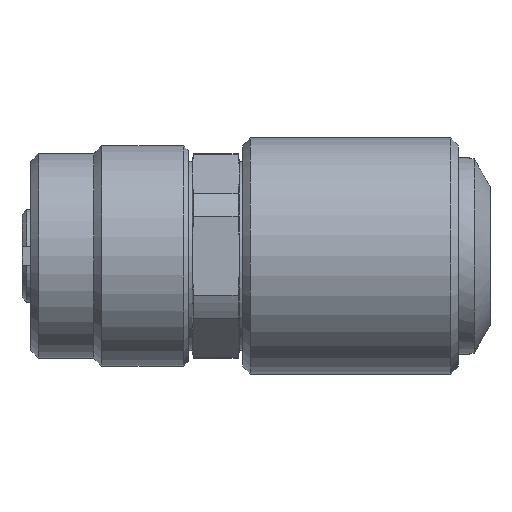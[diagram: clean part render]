
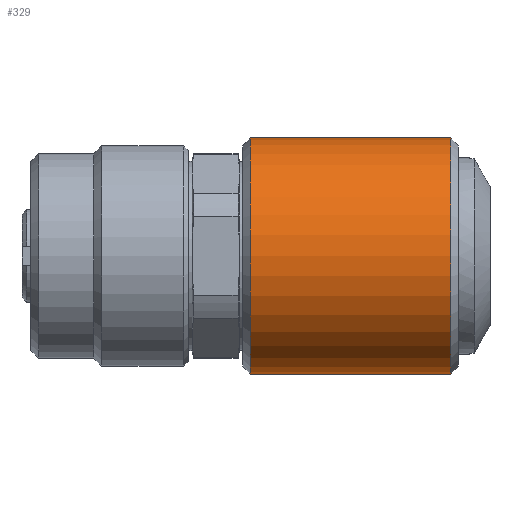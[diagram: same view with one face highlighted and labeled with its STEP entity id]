
A CAD part, top view. The second image highlights one B-rep face of the part: STEP entity #329.
In plain terms, the highlighted cylindrical face has radius 7.5 mm (diameter 15 mm), a full revolution.
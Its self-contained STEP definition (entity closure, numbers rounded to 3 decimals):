
#273=B_SPLINE_CURVE_WITH_KNOTS('',3,(#1986,#1987,#1988,#1989,#1990,#1991,
#1992,#1993,#1994,#1995,#1996,#1997,#1998,#1999,#2000,#2001,#2002,#2003,
#2004,#2005),.UNSPECIFIED.,.T.,.F.,(2,2,2,2,2,2,2,2,2,2,2,2),(-0.125,0.,
0.125,0.188,0.25,0.375,0.5,0.625,0.75,0.875,1.,1.125),.UNSPECIFIED.);
#305=CYLINDRICAL_SURFACE('',#1408,7.5);
#329=ADVANCED_FACE('',(#470,#471,#472),#305,.T.);
#470=FACE_BOUND('',#546,.T.);
#471=FACE_BOUND('',#547,.T.);
#472=FACE_BOUND('',#548,.T.);
#546=EDGE_LOOP('',(#684));
#547=EDGE_LOOP('',(#685));
#548=EDGE_LOOP('',(#686));
#684=ORIENTED_EDGE('',*,*,#1157,.T.);
#685=ORIENTED_EDGE('',*,*,#1158,.T.);
#686=ORIENTED_EDGE('',*,*,#1159,.T.);
#1033=VERTEX_POINT('',#1983);
#1034=VERTEX_POINT('',#1985);
#1035=VERTEX_POINT('',#2006);
#1157=EDGE_CURVE('',#1033,#1033,#1332,.T.);
#1158=EDGE_CURVE('',#1034,#1034,#1333,.T.);
#1159=EDGE_CURVE('',#1035,#1035,#273,.T.);
#1332=CIRCLE('',#1406,7.5);
#1333=CIRCLE('',#1407,7.5);
#1406=AXIS2_PLACEMENT_3D('',#1982,#1584,#1585);
#1407=AXIS2_PLACEMENT_3D('',#1984,#1586,#1587);
#1408=AXIS2_PLACEMENT_3D('',#2007,#1588,#1589);
#1584=DIRECTION('',(-1.,0.,0.));
#1585=DIRECTION('',(0.,0.,-1.));
#1586=DIRECTION('',(1.,0.,0.));
#1587=DIRECTION('',(0.,0.,-1.));
#1588=DIRECTION('',(1.,0.,0.));
#1589=DIRECTION('',(0.,0.,-1.));
#1982=CARTESIAN_POINT('',(19.5,0.,0.));
#1983=CARTESIAN_POINT('',(19.5,0.,-7.5));
#1984=CARTESIAN_POINT('',(6.8,0.,0.));
#1985=CARTESIAN_POINT('',(6.8,0.,-7.5));
#1986=CARTESIAN_POINT('',(7.65,1.521,-7.5));
#1987=CARTESIAN_POINT('',(7.65,-1.521,-7.5));
#1988=CARTESIAN_POINT('',(8.297,-2.934,-6.996));
#1989=CARTESIAN_POINT('',(9.77,-4.394,-6.105));
#1990=CARTESIAN_POINT('',(10.343,-4.783,-5.789));
#1991=CARTESIAN_POINT('',(11.647,-5.338,-5.282));
#1992=CARTESIAN_POINT('',(12.396,-5.499,-5.1));
#1993=CARTESIAN_POINT('',(14.644,-5.501,-5.098));
#1994=CARTESIAN_POINT('',(16.022,-4.893,-5.798));
#1995=CARTESIAN_POINT('',(18.002,-2.94,-6.994));
#1996=CARTESIAN_POINT('',(18.645,-1.515,-7.497));
#1997=CARTESIAN_POINT('',(18.655,1.481,-7.503));
#1998=CARTESIAN_POINT('',(18.007,2.928,-6.999));
#1999=CARTESIAN_POINT('',(16.044,4.877,-5.811));
#2000=CARTESIAN_POINT('',(14.678,5.498,-5.101));
#2001=CARTESIAN_POINT('',(11.634,5.502,-5.097));
#2002=CARTESIAN_POINT('',(10.266,4.882,-5.806));
#2003=CARTESIAN_POINT('',(8.305,2.946,-6.99));
#2004=CARTESIAN_POINT('',(7.65,1.521,-7.5));
#2005=CARTESIAN_POINT('',(7.65,-1.521,-7.5));
#2006=CARTESIAN_POINT('',(7.65,0.,-7.5));
#2007=CARTESIAN_POINT('',(0.,0.,0.));
